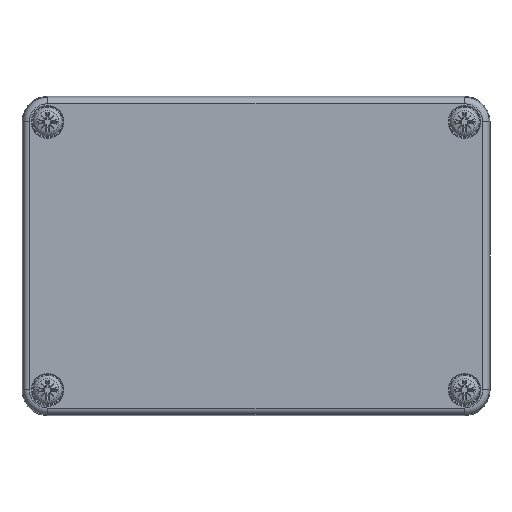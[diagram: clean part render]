
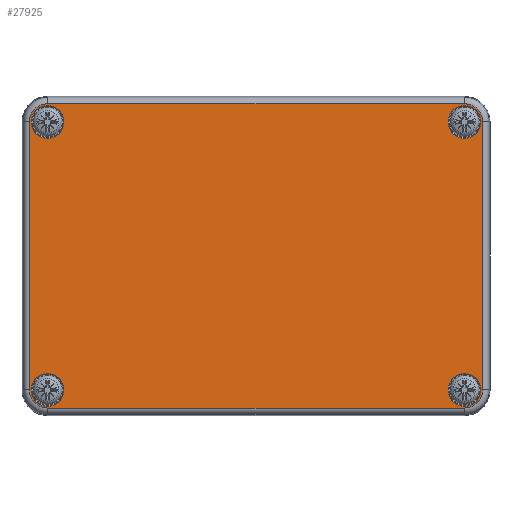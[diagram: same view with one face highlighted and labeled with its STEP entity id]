
A CAD part, top view. The second image highlights one B-rep face of the part: STEP entity #27925.
In plain terms, the highlighted face is planar.
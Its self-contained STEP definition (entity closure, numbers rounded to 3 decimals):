
#27504=CARTESIAN_POINT('',(53.264,31.5,-15.0));
#27505=VERTEX_POINT('',#27504);
#27513=CARTESIAN_POINT('',(49.,35.764,-15.0));
#27514=VERTEX_POINT('',#27513);
#27515=CARTESIAN_POINT('',(49.,31.5,-15.0));
#27516=DIRECTION('',(0.0,0.0,1.0));
#27517=DIRECTION('',(0.707,0.707,0.0));
#27518=AXIS2_PLACEMENT_3D('',#27515,#27516,#27517);
#27519=CIRCLE('',#27518,4.264);
#27520=EDGE_CURVE('',#27505,#27514,#27519,.T.);
#27546=CARTESIAN_POINT('',(-49.,35.764,-15.0));
#27547=VERTEX_POINT('',#27546);
#27564=CARTESIAN_POINT('',(49.,35.764,-15.0));
#27565=DIRECTION('',(-1.0,0.0,0.0));
#27566=VECTOR('',#27565,98.);
#27567=LINE('',#27564,#27566);
#27568=EDGE_CURVE('',#27514,#27547,#27567,.T.);
#27578=CARTESIAN_POINT('',(-53.264,31.5,-15.0));
#27579=VERTEX_POINT('',#27578);
#27597=CARTESIAN_POINT('',(-49.,31.5,-15.0));
#27598=DIRECTION('',(0.0,0.0,1.0));
#27599=DIRECTION('',(-0.707,0.707,0.0));
#27600=AXIS2_PLACEMENT_3D('',#27597,#27598,#27599);
#27601=CIRCLE('',#27600,4.264);
#27602=EDGE_CURVE('',#27547,#27579,#27601,.T.);
#27612=CARTESIAN_POINT('',(-53.264,-31.5,-15.0));
#27613=VERTEX_POINT('',#27612);
#27630=CARTESIAN_POINT('',(-53.264,31.5,-15.0));
#27631=DIRECTION('',(0.0,-1.0,0.0));
#27632=VECTOR('',#27631,63.);
#27633=LINE('',#27630,#27632);
#27634=EDGE_CURVE('',#27579,#27613,#27633,.T.);
#27644=CARTESIAN_POINT('',(-49.,-35.764,-15.0));
#27645=VERTEX_POINT('',#27644);
#27663=CARTESIAN_POINT('',(-49.,-31.5,-15.0));
#27664=DIRECTION('',(0.0,0.0,1.0));
#27665=DIRECTION('',(-0.707,-0.707,0.0));
#27666=AXIS2_PLACEMENT_3D('',#27663,#27664,#27665);
#27667=CIRCLE('',#27666,4.264);
#27668=EDGE_CURVE('',#27613,#27645,#27667,.T.);
#27678=CARTESIAN_POINT('',(49.,-35.764,-15.0));
#27679=VERTEX_POINT('',#27678);
#27696=CARTESIAN_POINT('',(-49.,-35.764,-15.0));
#27697=DIRECTION('',(1.0,0.0,0.0));
#27698=VECTOR('',#27697,98.);
#27699=LINE('',#27696,#27698);
#27700=EDGE_CURVE('',#27645,#27679,#27699,.T.);
#27710=CARTESIAN_POINT('',(53.264,-31.5,-15.0));
#27711=VERTEX_POINT('',#27710);
#27729=CARTESIAN_POINT('',(49.,-31.5,-15.0));
#27730=DIRECTION('',(0.0,0.0,1.0));
#27731=DIRECTION('',(0.707,-0.707,0.0));
#27732=AXIS2_PLACEMENT_3D('',#27729,#27730,#27731);
#27733=CIRCLE('',#27732,4.264);
#27734=EDGE_CURVE('',#27679,#27711,#27733,.T.);
#27752=CARTESIAN_POINT('',(53.264,-31.5,-15.0));
#27753=DIRECTION('',(0.0,1.0,0.0));
#27754=VECTOR('',#27753,63.);
#27755=LINE('',#27752,#27754);
#27756=EDGE_CURVE('',#27711,#27505,#27755,.T.);
#27866=CARTESIAN_POINT('',(0.,0.,-15.0));
#27867=DIRECTION('',(0.0,0.0,1.0));
#27868=DIRECTION('',(1.0,0.0,0.0));
#27869=AXIS2_PLACEMENT_3D('',#27866,#27867,#27868);
#27870=PLANE('',#27869);
#27871=ORIENTED_EDGE('',*,*,#27520,.F.);
#27872=ORIENTED_EDGE('',*,*,#27756,.F.);
#27873=ORIENTED_EDGE('',*,*,#27734,.F.);
#27874=ORIENTED_EDGE('',*,*,#27700,.F.);
#27875=ORIENTED_EDGE('',*,*,#27668,.F.);
#27876=ORIENTED_EDGE('',*,*,#27634,.F.);
#27877=ORIENTED_EDGE('',*,*,#27602,.F.);
#27878=ORIENTED_EDGE('',*,*,#27568,.F.);
#27879=EDGE_LOOP('',(#27871,#27872,#27873,#27874,#27875,#27876,#27877,#27878));
#27880=FACE_OUTER_BOUND('',#27879,.T.);
#27881=CARTESIAN_POINT('',(45.15,31.5,-15.0));
#27882=VERTEX_POINT('',#27881);
#27883=CARTESIAN_POINT('',(49.,31.5,-15.0));
#27884=DIRECTION('',(0.0,0.0,-1.0));
#27885=DIRECTION('',(1.0,0.0,0.0));
#27886=AXIS2_PLACEMENT_3D('',#27883,#27884,#27885);
#27887=CIRCLE('',#27886,3.85);
#27888=EDGE_CURVE('',#27882,#27882,#27887,.T.);
#27889=ORIENTED_EDGE('',*,*,#27888,.F.);
#27890=EDGE_LOOP('',(#27889));
#27891=FACE_BOUND('',#27890,.T.);
#27892=CARTESIAN_POINT('',(45.15,-31.5,-15.0));
#27893=VERTEX_POINT('',#27892);
#27894=CARTESIAN_POINT('',(49.,-31.5,-15.0));
#27895=DIRECTION('',(0.0,0.0,-1.0));
#27896=DIRECTION('',(1.0,0.0,0.0));
#27897=AXIS2_PLACEMENT_3D('',#27894,#27895,#27896);
#27898=CIRCLE('',#27897,3.85);
#27899=EDGE_CURVE('',#27893,#27893,#27898,.T.);
#27900=ORIENTED_EDGE('',*,*,#27899,.F.);
#27901=EDGE_LOOP('',(#27900));
#27902=FACE_BOUND('',#27901,.T.);
#27903=CARTESIAN_POINT('',(-52.85,-31.5,-15.0));
#27904=VERTEX_POINT('',#27903);
#27905=CARTESIAN_POINT('',(-49.,-31.5,-15.0));
#27906=DIRECTION('',(0.0,0.0,-1.0));
#27907=DIRECTION('',(1.0,0.0,0.0));
#27908=AXIS2_PLACEMENT_3D('',#27905,#27906,#27907);
#27909=CIRCLE('',#27908,3.85);
#27910=EDGE_CURVE('',#27904,#27904,#27909,.T.);
#27911=ORIENTED_EDGE('',*,*,#27910,.F.);
#27912=EDGE_LOOP('',(#27911));
#27913=FACE_BOUND('',#27912,.T.);
#27914=CARTESIAN_POINT('',(-52.85,31.5,-15.0));
#27915=VERTEX_POINT('',#27914);
#27916=CARTESIAN_POINT('',(-49.,31.5,-15.0));
#27917=DIRECTION('',(0.0,0.0,-1.0));
#27918=DIRECTION('',(1.0,0.0,0.0));
#27919=AXIS2_PLACEMENT_3D('',#27916,#27917,#27918);
#27920=CIRCLE('',#27919,3.85);
#27921=EDGE_CURVE('',#27915,#27915,#27920,.T.);
#27922=ORIENTED_EDGE('',*,*,#27921,.F.);
#27923=EDGE_LOOP('',(#27922));
#27924=FACE_BOUND('',#27923,.T.);
#27925=ADVANCED_FACE('',(#27880,#27891,#27902,#27913,#27924),#27870,.F.);
